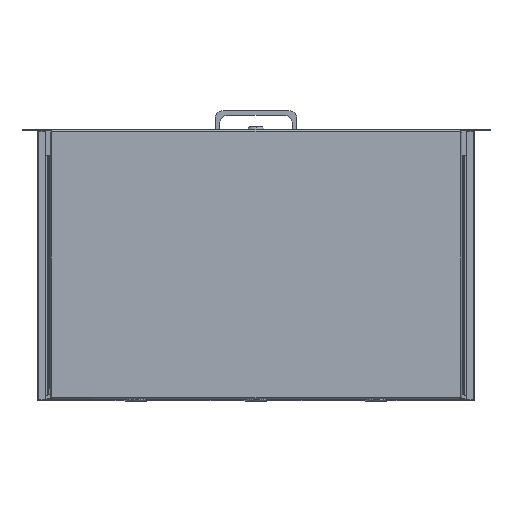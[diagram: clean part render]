
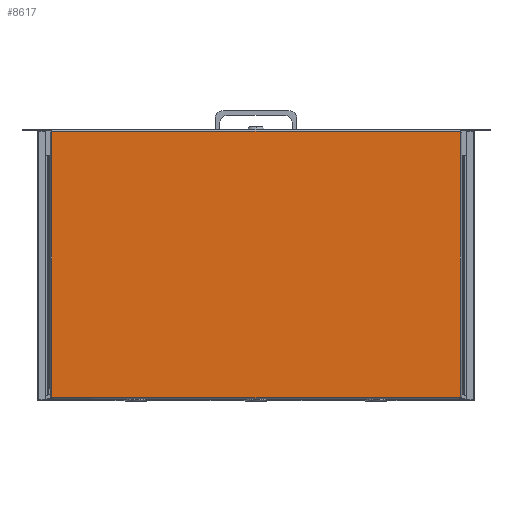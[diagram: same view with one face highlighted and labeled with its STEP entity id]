
A CAD part, front view. The second image highlights one B-rep face of the part: STEP entity #8617.
In plain terms, the highlighted planar face has unit normal (0, -1, 0).
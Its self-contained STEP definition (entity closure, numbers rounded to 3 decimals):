
#9 = VECTOR ( 'NONE', #9389, 1000. ) ;
#440 = VECTOR ( 'NONE', #1938, 1000. ) ;
#470 = DIRECTION ( 'NONE',  ( 0., 1., 0. ) ) ;
#744 = DIRECTION ( 'NONE',  ( 0., 0., -1. ) ) ;
#1321 = ORIENTED_EDGE ( 'NONE', *, *, #6768, .T. ) ;
#1938 = DIRECTION ( 'NONE',  ( -1., 0., 0. ) ) ;
#2110 = EDGE_CURVE ( 'NONE', #5456, #12434, #18845, .T. ) ;
#2129 = CARTESIAN_POINT ( 'NONE',  ( 255.2, -93.2, 331. ) ) ;
#2337 = EDGE_CURVE ( 'NONE', #18836, #4684, #7647, .T. ) ;
#2700 = CARTESIAN_POINT ( 'NONE',  ( 255.2, -93.2, 0.9 ) ) ;
#2747 = ORIENTED_EDGE ( 'NONE', *, *, #21729, .T. ) ;
#2948 = CIRCLE ( 'NONE', #22272, 1.5 ) ;
#3781 = CARTESIAN_POINT ( 'NONE',  ( -253.931, -93.2, 0.2 ) ) ;
#4323 = LINE ( 'NONE', #12110, #13433 ) ;
#4684 = VERTEX_POINT ( 'NONE', #18788 ) ;
#4764 = LINE ( 'NONE', #13817, #14251 ) ;
#5363 = ORIENTED_EDGE ( 'NONE', *, *, #2110, .T. ) ;
#5456 = VERTEX_POINT ( 'NONE', #12041 ) ;
#5596 = LINE ( 'NONE', #16877, #440 ) ;
#5758 = CARTESIAN_POINT ( 'NONE',  ( -255.2, -93.2, 331. ) ) ;
#5837 = LINE ( 'NONE', #7730, #15868 ) ;
#6428 = EDGE_CURVE ( 'NONE', #19923, #5456, #4323, .T. ) ;
#6768 = EDGE_CURVE ( 'NONE', #12189, #18836, #4764, .T. ) ;
#7489 = EDGE_CURVE ( 'NONE', #16445, #12434, #5837, .T. ) ;
#7647 = LINE ( 'NONE', #5758, #9 ) ;
#7730 = CARTESIAN_POINT ( 'NONE',  ( 255.2, -93.2, 331. ) ) ;
#8424 = CARTESIAN_POINT ( 'NONE',  ( 255.2, -93.2, 333.2 ) ) ;
#8520 = DIRECTION ( 'NONE',  ( 0., 0., 1. ) ) ;
#8617 = ADVANCED_FACE ( 'NONE', ( #12291 ), #14190, .F. ) ;
#8663 = DIRECTION ( 'NONE',  ( 0., 1., 0. ) ) ;
#9389 = DIRECTION ( 'NONE',  ( 0., 0., -1. ) ) ;
#9438 = ORIENTED_EDGE ( 'NONE', *, *, #9786, .F. ) ;
#9598 = VERTEX_POINT ( 'NONE', #18966 ) ;
#9786 = EDGE_CURVE ( 'NONE', #9598, #16445, #9914, .T. ) ;
#9905 = ORIENTED_EDGE ( 'NONE', *, *, #6428, .T. ) ;
#9914 = LINE ( 'NONE', #8424, #18762 ) ;
#10902 = DIRECTION ( 'NONE',  ( 0., 1., 0. ) ) ;
#12041 = CARTESIAN_POINT ( 'NONE',  ( 253.931, -93.2, 0.2 ) ) ;
#12110 = CARTESIAN_POINT ( 'NONE',  ( -255.2, -93.2, 0.2 ) ) ;
#12189 = VERTEX_POINT ( 'NONE', #22579 ) ;
#12291 = FACE_OUTER_BOUND ( 'NONE', #23911, .T. ) ;
#12434 = VERTEX_POINT ( 'NONE', #2700 ) ;
#12588 = ORIENTED_EDGE ( 'NONE', *, *, #2337, .T. ) ;
#13433 = VECTOR ( 'NONE', #17767, 1000. ) ;
#13817 = CARTESIAN_POINT ( 'NONE',  ( -255.2, -93.2, 333.2 ) ) ;
#13962 = ORIENTED_EDGE ( 'NONE', *, *, #18521, .T. ) ;
#14190 = PLANE ( 'NONE',  #15117 ) ;
#14251 = VECTOR ( 'NONE', #744, 1000. ) ;
#15117 = AXIS2_PLACEMENT_3D ( 'NONE', #16551, #8663, #21863 ) ;
#15868 = VECTOR ( 'NONE', #24679, 1000. ) ;
#16035 = CARTESIAN_POINT ( 'NONE',  ( -255.2, -93.2, -0.6 ) ) ;
#16445 = VERTEX_POINT ( 'NONE', #2129 ) ;
#16551 = CARTESIAN_POINT ( 'NONE',  ( -255.4, -93.2, 331. ) ) ;
#16877 = CARTESIAN_POINT ( 'NONE',  ( 255.2, -93.2, 333.2 ) ) ;
#17543 = ORIENTED_EDGE ( 'NONE', *, *, #7489, .F. ) ;
#17767 = DIRECTION ( 'NONE',  ( 1., 0., 0. ) ) ;
#18521 = EDGE_CURVE ( 'NONE', #9598, #12189, #5596, .T. ) ;
#18762 = VECTOR ( 'NONE', #23753, 1000. ) ;
#18788 = CARTESIAN_POINT ( 'NONE',  ( -255.2, -93.2, 0.9 ) ) ;
#18803 = DIRECTION ( 'NONE',  ( 0., 0., 1. ) ) ;
#18836 = VERTEX_POINT ( 'NONE', #18868 ) ;
#18845 = CIRCLE ( 'NONE', #20863, 1.5 ) ;
#18868 = CARTESIAN_POINT ( 'NONE',  ( -255.2, -93.2, 331. ) ) ;
#18966 = CARTESIAN_POINT ( 'NONE',  ( 255.2, -93.2, 333.2 ) ) ;
#19923 = VERTEX_POINT ( 'NONE', #3781 ) ;
#20863 = AXIS2_PLACEMENT_3D ( 'NONE', #22483, #10902, #18803 ) ;
#21729 = EDGE_CURVE ( 'NONE', #4684, #19923, #2948, .T. ) ;
#21863 = DIRECTION ( 'NONE',  ( 1., 0., 0. ) ) ;
#22272 = AXIS2_PLACEMENT_3D ( 'NONE', #16035, #470, #8520 ) ;
#22483 = CARTESIAN_POINT ( 'NONE',  ( 255.2, -93.2, -0.6 ) ) ;
#22579 = CARTESIAN_POINT ( 'NONE',  ( -255.2, -93.2, 333.2 ) ) ;
#23753 = DIRECTION ( 'NONE',  ( 0., 0., -1. ) ) ;
#23911 = EDGE_LOOP ( 'NONE', ( #9905, #5363, #17543, #9438, #13962, #1321, #12588, #2747 ) ) ;
#24679 = DIRECTION ( 'NONE',  ( 0., 0., -1. ) ) ;
